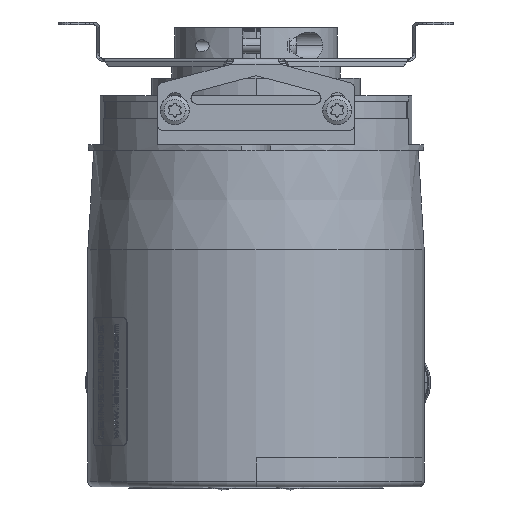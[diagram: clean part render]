
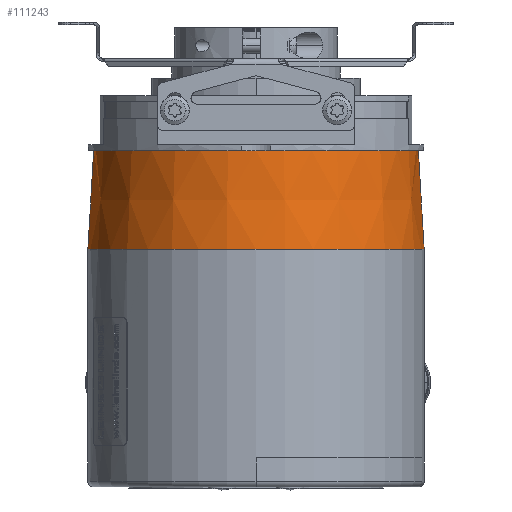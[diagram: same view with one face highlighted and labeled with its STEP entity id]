
A CAD part, front view. The second image highlights one B-rep face of the part: STEP entity #111243.
In plain terms, the highlighted conical face has half-angle 3.366 degrees and reference radius 28.5 mm.
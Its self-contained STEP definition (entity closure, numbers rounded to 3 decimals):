
#11658=CARTESIAN_POINT('',(0.,0.,3.8));
#11659=DIRECTION('',(0.,0.,-1.));
#11660=DIRECTION('',(1.,0.,0.));
#11661=AXIS2_PLACEMENT_3D('',#11658,#11659,#11660);
#11663=CARTESIAN_POINT('',(0.,0.,3.8));
#11664=DIRECTION('',(0.,0.,-1.));
#11665=DIRECTION('',(0.,-1.,0.));
#11666=AXIS2_PLACEMENT_3D('',#11663,#11664,#11665);
#11668=DIRECTION('',(-0.059,0.,0.998));
#11669=VECTOR('',#11668,17.029);
#11670=CARTESIAN_POINT('',(29.,0.,-13.2));
#11671=LINE('',#11670,#11669);
#11672=CARTESIAN_POINT('',(0.,0.,-13.2));
#11673=DIRECTION('',(0.,0.,1.));
#11674=DIRECTION('',(-1.,0.,0.));
#11675=AXIS2_PLACEMENT_3D('',#11672,#11673,#11674);
#11677=DIRECTION('',(0.059,0.,0.998));
#11678=VECTOR('',#11677,17.029);
#11679=CARTESIAN_POINT('',(-29.,0.,-13.2));
#11680=LINE('',#11679,#11678);
#94696=CARTESIAN_POINT('',(-29.,0.,-13.2));
#94697=CARTESIAN_POINT('',(29.,0.,-13.2));
#94698=VERTEX_POINT('',#94696);
#94699=VERTEX_POINT('',#94697);
#94898=CARTESIAN_POINT('',(-28.,0.,3.8));
#94899=CARTESIAN_POINT('',(28.,0.,3.8));
#94900=VERTEX_POINT('',#94898);
#94901=VERTEX_POINT('',#94899);
#94902=CARTESIAN_POINT('',(0.,-28.,3.8));
#94903=VERTEX_POINT('',#94902);
#111231=CARTESIAN_POINT('',(0.,0.,-4.7));
#111232=DIRECTION('',(0.,0.,-1.));
#111233=DIRECTION('',(1.,0.,0.));
#111234=AXIS2_PLACEMENT_3D('',#111231,#111232,#111233);
#111235=CONICAL_SURFACE('',#111234,28.5,3.366);
#111236=ORIENTED_EDGE('',*,*,#111218,.F.);
#111237=ORIENTED_EDGE('',*,*,#111207,.F.);
#111238=ORIENTED_EDGE('',*,*,#107529,.F.);
#111239=ORIENTED_EDGE('',*,*,#111204,.T.);
#111240=ORIENTED_EDGE('',*,*,#111226,.F.);
#111241=EDGE_LOOP('',(#111236,#111237,#111238,#111239,#111240));
#111242=FACE_OUTER_BOUND('',#111241,.F.);
#11662=CIRCLE('',#11661,28.);
#11667=CIRCLE('',#11666,28.);
#11676=CIRCLE('',#11675,29.);
#107529=EDGE_CURVE('',#94698,#94699,#11676,.T.);
#111204=EDGE_CURVE('',#94698,#94900,#11680,.T.);
#111207=EDGE_CURVE('',#94699,#94901,#11671,.T.);
#111218=EDGE_CURVE('',#94901,#94903,#11662,.T.);
#111226=EDGE_CURVE('',#94903,#94900,#11667,.T.);
#111243=ADVANCED_FACE('',(#111242),#111235,.T.);
